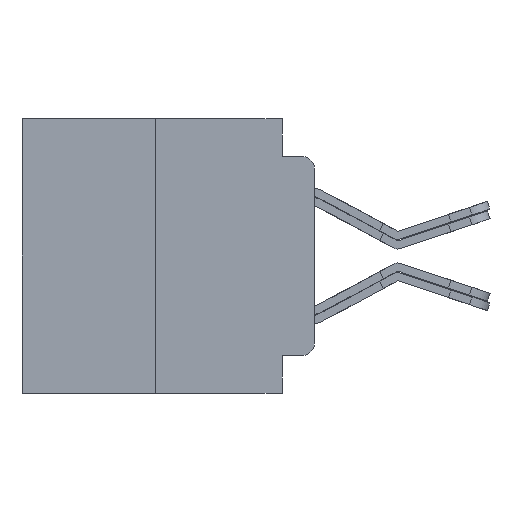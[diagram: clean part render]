
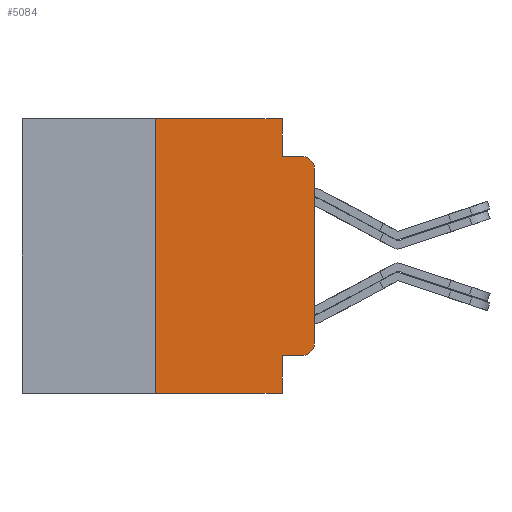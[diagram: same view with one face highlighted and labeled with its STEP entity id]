
A CAD part, left-side view. The second image highlights one B-rep face of the part: STEP entity #5084.
In plain terms, the highlighted planar face has unit normal (-1, 0, 0).
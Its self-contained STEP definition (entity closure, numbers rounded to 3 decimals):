
#101 = ORIENTED_EDGE ( 'NONE', *, *, #18433, .F. ) ;
#648 = CARTESIAN_POINT ( 'NONE',  ( -75.603, 6.35, 5.486 ) ) ;
#1147 = LINE ( 'NONE', #14863, #21669 ) ;
#1191 = CIRCLE ( 'NONE', #3266, 0.508 ) ;
#1369 = ORIENTED_EDGE ( 'NONE', *, *, #23616, .F. ) ;
#1653 = DIRECTION ( 'NONE',  ( 0., 0., -1. ) ) ;
#2192 = ORIENTED_EDGE ( 'NONE', *, *, #18676, .F. ) ;
#2226 = CARTESIAN_POINT ( 'NONE',  ( -75.603, 11.684, -5.486 ) ) ;
#2251 = DIRECTION ( 'NONE',  ( 1., 0., 0. ) ) ;
#2877 = EDGE_CURVE ( 'NONE', #30171, #13894, #3101, .T. ) ;
#3101 = LINE ( 'NONE', #26298, #7836 ) ;
#3266 = AXIS2_PLACEMENT_3D ( 'NONE', #26106, #23764, #12353 ) ;
#4674 = VERTEX_POINT ( 'NONE', #26553 ) ;
#4808 = CARTESIAN_POINT ( 'NONE',  ( -75.603, 1.295, -3.975 ) ) ;
#4815 = CARTESIAN_POINT ( 'NONE',  ( -75.603, 11.684, 5.486 ) ) ;
#4845 = ORIENTED_EDGE ( 'NONE', *, *, #10582, .F. ) ;
#4987 = EDGE_CURVE ( 'NONE', #26506, #12026, #21337, .T. ) ;
#5084 = ADVANCED_FACE ( 'NONE', ( #27197 ), #27548, .F. ) ;
#5512 = DIRECTION ( 'NONE',  ( 0., 0., -1. ) ) ;
#5550 = CARTESIAN_POINT ( 'NONE',  ( -75.603, 1.295, 3.975 ) ) ;
#6911 = DIRECTION ( 'NONE',  ( 0., 0., 1. ) ) ;
#7006 = LINE ( 'NONE', #5550, #27942 ) ;
#7836 = VECTOR ( 'NONE', #28658, 1000. ) ;
#8118 = DIRECTION ( 'NONE',  ( 0., 0., 1. ) ) ;
#8309 = EDGE_CURVE ( 'NONE', #22343, #26506, #16431, .T. ) ;
#8529 = ORIENTED_EDGE ( 'NONE', *, *, #15893, .T. ) ;
#10582 = EDGE_CURVE ( 'NONE', #17831, #23212, #18895, .T. ) ;
#11284 = CARTESIAN_POINT ( 'NONE',  ( -75.603, 1.295, 5.486 ) ) ;
#12026 = VERTEX_POINT ( 'NONE', #18369 ) ;
#12257 = VECTOR ( 'NONE', #17619, 1000. ) ;
#12344 = VERTEX_POINT ( 'NONE', #21754 ) ;
#12353 = DIRECTION ( 'NONE',  ( 0., 0., -1. ) ) ;
#12558 = ORIENTED_EDGE ( 'NONE', *, *, #19291, .F. ) ;
#12636 = DIRECTION ( 'NONE',  ( 0., -1., 0. ) ) ;
#13375 = VECTOR ( 'NONE', #21240, 1000. ) ;
#13705 = DIRECTION ( 'NONE',  ( 0., 0., -1. ) ) ;
#13894 = VERTEX_POINT ( 'NONE', #15929 ) ;
#14863 = CARTESIAN_POINT ( 'NONE',  ( -75.603, 1.295, 0. ) ) ;
#15893 = EDGE_CURVE ( 'NONE', #4674, #28864, #27367, .T. ) ;
#15929 = CARTESIAN_POINT ( 'NONE',  ( -75.603, 0.508, -3.975 ) ) ;
#16202 = LINE ( 'NONE', #16263, #16562 ) ;
#16263 = CARTESIAN_POINT ( 'NONE',  ( -75.603, 6.35, -5.486 ) ) ;
#16431 = LINE ( 'NONE', #26887, #28215 ) ;
#16562 = VECTOR ( 'NONE', #6911, 1000. ) ;
#16661 = LINE ( 'NONE', #20411, #12257 ) ;
#17131 = CARTESIAN_POINT ( 'NONE',  ( -75.603, 0., -3.467 ) ) ;
#17619 = DIRECTION ( 'NONE',  ( 0., 0., -1. ) ) ;
#17831 = VERTEX_POINT ( 'NONE', #648 ) ;
#18067 = CARTESIAN_POINT ( 'NONE',  ( -75.603, 0., 3.467 ) ) ;
#18364 = EDGE_LOOP ( 'NONE', ( #24503, #29424, #22587, #29418, #2192, #12558, #4845, #101, #8529, #1369 ) ) ;
#18369 = CARTESIAN_POINT ( 'NONE',  ( -75.603, 0.508, 3.975 ) ) ;
#18433 = EDGE_CURVE ( 'NONE', #4674, #17831, #16202, .T. ) ;
#18676 = EDGE_CURVE ( 'NONE', #12344, #12026, #7006, .T. ) ;
#18895 = LINE ( 'NONE', #4815, #13375 ) ;
#19291 = EDGE_CURVE ( 'NONE', #23212, #12344, #1147, .T. ) ;
#19925 = AXIS2_PLACEMENT_3D ( 'NONE', #25495, #2251, #13705 ) ;
#20411 = CARTESIAN_POINT ( 'NONE',  ( -75.603, 1.295, 0. ) ) ;
#20482 = CARTESIAN_POINT ( 'NONE',  ( -75.603, 0.508, 3.467 ) ) ;
#21240 = DIRECTION ( 'NONE',  ( 0., -1., 0. ) ) ;
#21337 = CIRCLE ( 'NONE', #29525, 0.508 ) ;
#21669 = VECTOR ( 'NONE', #5512, 1000. ) ;
#21754 = CARTESIAN_POINT ( 'NONE',  ( -75.603, 1.295, 3.975 ) ) ;
#21897 = VECTOR ( 'NONE', #27827, 1000. ) ;
#22343 = VERTEX_POINT ( 'NONE', #17131 ) ;
#22587 = ORIENTED_EDGE ( 'NONE', *, *, #8309, .T. ) ;
#23212 = VERTEX_POINT ( 'NONE', #11284 ) ;
#23616 = EDGE_CURVE ( 'NONE', #30171, #28864, #16661, .T. ) ;
#23764 = DIRECTION ( 'NONE',  ( -1., 0., 0. ) ) ;
#24503 = ORIENTED_EDGE ( 'NONE', *, *, #2877, .T. ) ;
#25495 = CARTESIAN_POINT ( 'NONE',  ( -75.603, 11.684, 5.486 ) ) ;
#25979 = EDGE_CURVE ( 'NONE', #13894, #22343, #1191, .T. ) ;
#26106 = CARTESIAN_POINT ( 'NONE',  ( -75.603, 0.508, -3.467 ) ) ;
#26298 = CARTESIAN_POINT ( 'NONE',  ( -75.603, 1.295, -3.975 ) ) ;
#26506 = VERTEX_POINT ( 'NONE', #18067 ) ;
#26553 = CARTESIAN_POINT ( 'NONE',  ( -75.603, 6.35, -5.486 ) ) ;
#26887 = CARTESIAN_POINT ( 'NONE',  ( -75.603, 0., 5.486 ) ) ;
#27197 = FACE_OUTER_BOUND ( 'NONE', #18364, .T. ) ;
#27257 = CARTESIAN_POINT ( 'NONE',  ( -75.603, 1.295, -5.486 ) ) ;
#27367 = LINE ( 'NONE', #2226, #21897 ) ;
#27548 = PLANE ( 'NONE',  #19925 ) ;
#27827 = DIRECTION ( 'NONE',  ( 0., -1., 0. ) ) ;
#27942 = VECTOR ( 'NONE', #12636, 1000. ) ;
#28215 = VECTOR ( 'NONE', #8118, 1000. ) ;
#28658 = DIRECTION ( 'NONE',  ( 0., -1., 0. ) ) ;
#28864 = VERTEX_POINT ( 'NONE', #27257 ) ;
#29418 = ORIENTED_EDGE ( 'NONE', *, *, #4987, .T. ) ;
#29424 = ORIENTED_EDGE ( 'NONE', *, *, #25979, .T. ) ;
#29525 = AXIS2_PLACEMENT_3D ( 'NONE', #20482, #29804, #1653 ) ;
#29804 = DIRECTION ( 'NONE',  ( -1., 0., 0. ) ) ;
#30171 = VERTEX_POINT ( 'NONE', #4808 ) ;
